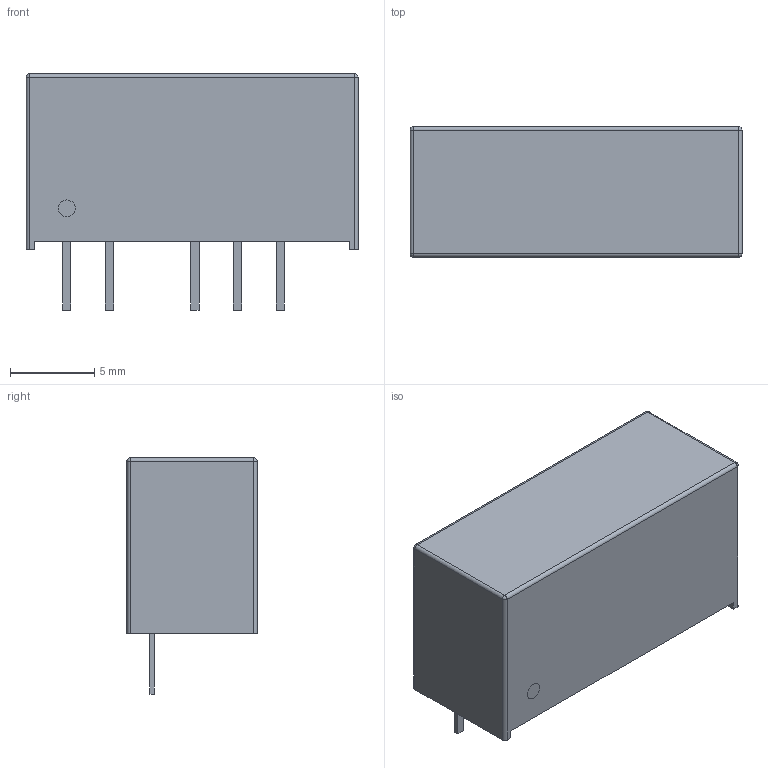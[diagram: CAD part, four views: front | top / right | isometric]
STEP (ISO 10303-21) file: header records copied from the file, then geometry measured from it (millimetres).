
FILE_DESCRIPTION(/* description */ (''),/* implementation_level */ '2;1');
FILE_NAME(/* name */ 'DCDC_TRACO_TMH.stp',/* time_stamp */ '2017-05-24T11:34:01+02:00',/* author */ ('jchouvet'),/* organization */ (''),/* preprocessor_version */ 'ST-DEVELOPER v16.1',/* originating_system */ 'AutoCAD Mechanical',/* authorisation */ '');
FILE_SCHEMA (('AUTOMOTIVE_DESIGN { 1 0 10303 214 3 1 1 }'));
Length unit declared in the file: millimetre
Products named in the file (1): Product
Bounding box: 19.75 x 7.75 x 14.05 mm (x, y, z)
Volume: 1528.6 mm3; surface area: 895.7 mm2
Topology: 7 solids, 7 shells, 57 faces, 114 edges, 72 vertices
Faces by surface type: plane 43, cylinder 10, sphere 4
Full cylindrical faces by diameter (mm): 1 x2
Entity records: 1475 total; most frequent: DIRECTION 248, CARTESIAN_POINT 242, ORIENTED_EDGE 224, EDGE_CURVE 112, LINE 92, VECTOR 92, AXIS2_PLACEMENT_3D 78, VERTEX_POINT 72
